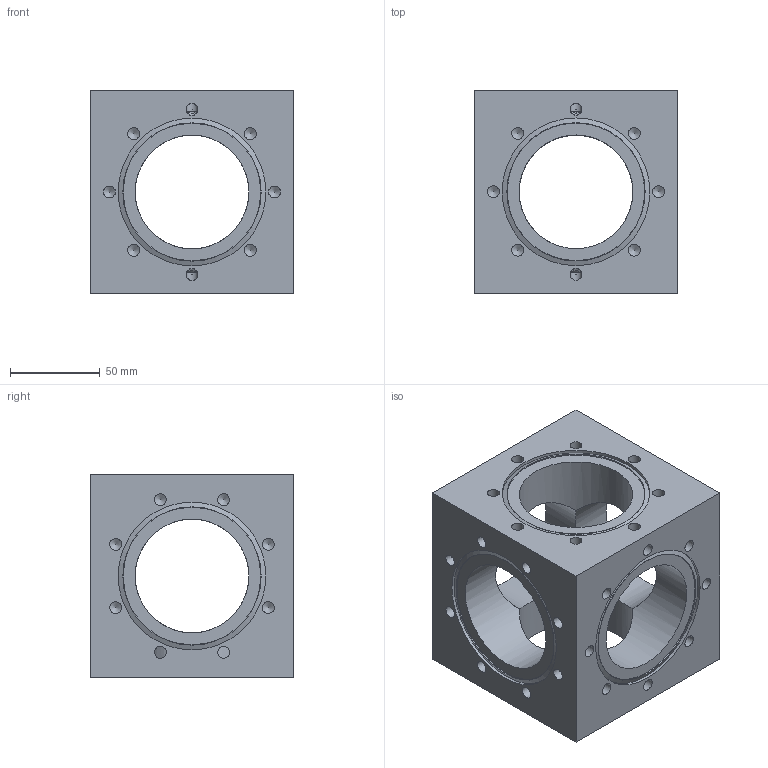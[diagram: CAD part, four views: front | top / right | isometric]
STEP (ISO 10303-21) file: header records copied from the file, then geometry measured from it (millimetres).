
FILE_DESCRIPTION(/* description */ (''),/* implementation_level */ '2;1');
FILE_NAME(/* name */ 'FL-CUBE63CF.stp',/* time_stamp */ '2018-05-18T11:47:42+01:00',/* author */ ('paul'),/* organization */ (''),/* preprocessor_version */ 'ST-DEVELOPER v17',/* originating_system */ 'Autodesk Inventor 2018',/* authorisation */ '');
FILE_SCHEMA (('AUTOMOTIVE_DESIGN { 1 0 10303 214 3 1 1 }'));
Length unit declared in the file: millimetre
Products named in the file (1): FL-CUBE63CF
Bounding box: 113.5 x 113.5 x 113.5 mm (x, y, z)
Volume: 709917.1 mm3; surface area: 105985.3 mm2
Topology: 1 solids, 1 shells, 172 faces, 531 edges, 359 vertices
Faces by surface type: cone 84, cylinder 76, plane 12
Full cylindrical faces by diameter (mm): 6.647 x48, 63.5 x6, 82.5 x6
Entity records: 6349 total; most frequent: CARTESIAN_POINT 1499, DIRECTION 1088, ORIENTED_EDGE 966, EDGE_CURVE 483, AXIS2_PLACEMENT_3D 476, VERTEX_POINT 359, CIRCLE 258, EDGE_LOOP 236
